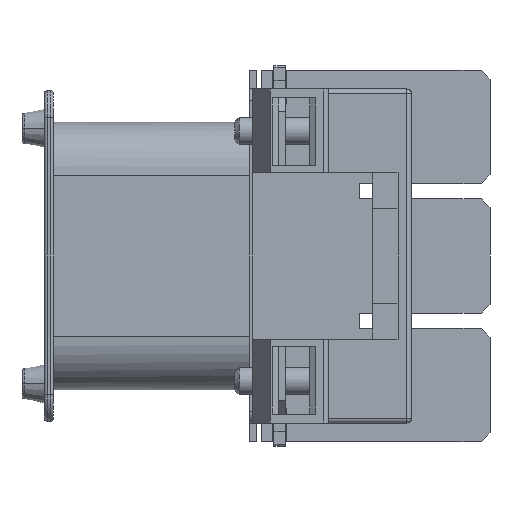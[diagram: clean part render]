
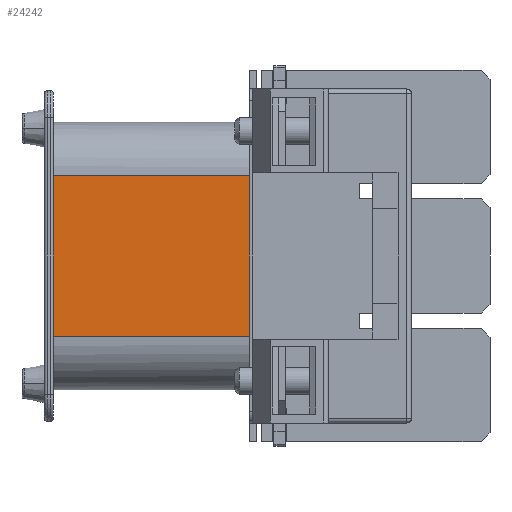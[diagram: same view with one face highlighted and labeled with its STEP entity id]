
A CAD part, left-side view. The second image highlights one B-rep face of the part: STEP entity #24242.
In plain terms, the highlighted planar face has unit normal (-1, 0, 0).
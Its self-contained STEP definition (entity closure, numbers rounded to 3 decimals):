
#395 = CARTESIAN_POINT ( 'NONE',  ( -11.5, 48.9, 9. ) ) ;
#675 = EDGE_CURVE ( 'NONE', #6415, #2546, #11911, .T. ) ;
#2170 = CARTESIAN_POINT ( 'NONE',  ( -11.5, 48.9, 15. ) ) ;
#2511 = EDGE_LOOP ( 'NONE', ( #10615, #5235, #23674, #20389 ) ) ;
#2546 = VERTEX_POINT ( 'NONE', #20100 ) ;
#2788 = CARTESIAN_POINT ( 'NONE',  ( -11.5, 48.9, 9. ) ) ;
#3407 = PLANE ( 'NONE',  #23115 ) ;
#4153 = LINE ( 'NONE', #21564, #11055 ) ;
#4726 = VECTOR ( 'NONE', #11062, 1000. ) ;
#4922 = LINE ( 'NONE', #2170, #17533 ) ;
#5235 = ORIENTED_EDGE ( 'NONE', *, *, #9351, .T. ) ;
#5323 = CARTESIAN_POINT ( 'NONE',  ( -11.5, 26.9, -9. ) ) ;
#6196 = DIRECTION ( 'NONE',  ( 0., 1., 0. ) ) ;
#6415 = VERTEX_POINT ( 'NONE', #5323 ) ;
#9351 = EDGE_CURVE ( 'NONE', #13456, #6415, #4153, .T. ) ;
#9393 = EDGE_CURVE ( 'NONE', #2546, #22138, #23419, .T. ) ;
#10615 = ORIENTED_EDGE ( 'NONE', *, *, #11586, .F. ) ;
#11055 = VECTOR ( 'NONE', #23280, 1000. ) ;
#11062 = DIRECTION ( 'NONE',  ( 0., 0., 1. ) ) ;
#11586 = EDGE_CURVE ( 'NONE', #13456, #22138, #4922, .T. ) ;
#11911 = LINE ( 'NONE', #18879, #4726 ) ;
#13456 = VERTEX_POINT ( 'NONE', #14163 ) ;
#14163 = CARTESIAN_POINT ( 'NONE',  ( -11.5, 48.9, -9. ) ) ;
#14932 = DIRECTION ( 'NONE',  ( 1., 0., 0. ) ) ;
#15030 = CARTESIAN_POINT ( 'NONE',  ( -11.5, 48.9, 15. ) ) ;
#17533 = VECTOR ( 'NONE', #21317, 1000. ) ;
#18879 = CARTESIAN_POINT ( 'NONE',  ( -11.5, 26.9, 15. ) ) ;
#18937 = DIRECTION ( 'NONE',  ( 0., 0., -1. ) ) ;
#20100 = CARTESIAN_POINT ( 'NONE',  ( -11.5, 26.9, 9. ) ) ;
#20389 = ORIENTED_EDGE ( 'NONE', *, *, #9393, .T. ) ;
#20673 = FACE_OUTER_BOUND ( 'NONE', #2511, .T. ) ;
#21317 = DIRECTION ( 'NONE',  ( 0., 0., 1. ) ) ;
#21564 = CARTESIAN_POINT ( 'NONE',  ( -11.5, 48.9, -9. ) ) ;
#22138 = VERTEX_POINT ( 'NONE', #2788 ) ;
#23115 = AXIS2_PLACEMENT_3D ( 'NONE', #15030, #14932, #18937 ) ;
#23280 = DIRECTION ( 'NONE',  ( 0., -1., 0. ) ) ;
#23419 = LINE ( 'NONE', #395, #24335 ) ;
#23674 = ORIENTED_EDGE ( 'NONE', *, *, #675, .T. ) ;
#24242 = ADVANCED_FACE ( 'NONE', ( #20673 ), #3407, .F. ) ;
#24335 = VECTOR ( 'NONE', #6196, 1000. ) ;
